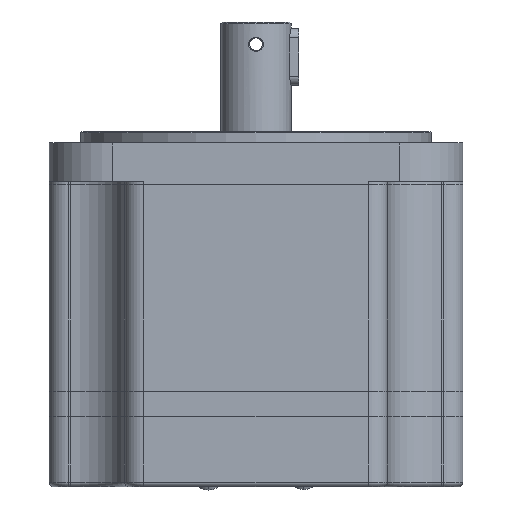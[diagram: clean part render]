
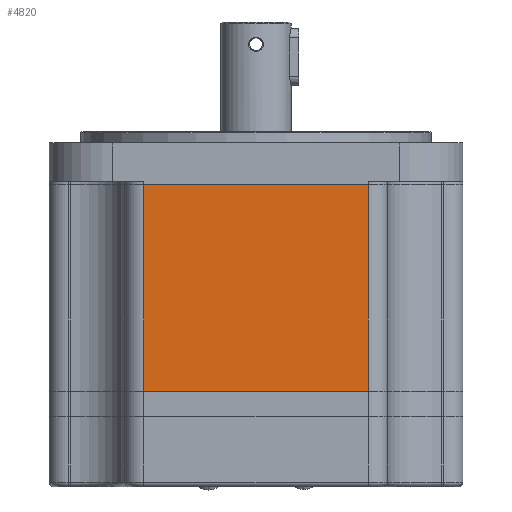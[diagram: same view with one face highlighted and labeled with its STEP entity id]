
A CAD part, front view. The second image highlights one B-rep face of the part: STEP entity #4820.
In plain terms, the highlighted planar face has unit normal (0, -1, 0).
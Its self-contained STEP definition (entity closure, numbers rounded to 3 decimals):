
#1232 = FACE_OUTER_BOUND ( 'NONE', #19355, .T. ) ;
#4618 = CARTESIAN_POINT ( 'NONE',  ( -35.25, -65., -15.5 ) ) ;
#4820 = ADVANCED_FACE ( 'NONE', ( #1232 ), #38967, .T. ) ;
#5257 = LINE ( 'NONE', #6243, #12408 ) ;
#6243 = CARTESIAN_POINT ( 'NONE',  ( -35.25, -65., 50.5 ) ) ;
#7930 = CARTESIAN_POINT ( 'NONE',  ( -35.25, -65., 49.5 ) ) ;
#9669 = CARTESIAN_POINT ( 'NONE',  ( 35.25, -65., 49.5 ) ) ;
#10243 = ORIENTED_EDGE ( 'NONE', *, *, #23904, .T. ) ;
#10709 = ORIENTED_EDGE ( 'NONE', *, *, #13286, .F. ) ;
#11819 = EDGE_CURVE ( 'NONE', #32236, #39357, #19653, .T. ) ;
#12408 = VECTOR ( 'NONE', #24605, 1000. ) ;
#13286 = EDGE_CURVE ( 'NONE', #32790, #39357, #20436, .T. ) ;
#17708 = CARTESIAN_POINT ( 'NONE',  ( -35.25, -65., 50.5 ) ) ;
#17852 = CARTESIAN_POINT ( 'NONE',  ( -35.25, -65., -15.5 ) ) ;
#18630 = VECTOR ( 'NONE', #26303, 1000. ) ;
#18782 = ORIENTED_EDGE ( 'NONE', *, *, #11819, .T. ) ;
#19355 = EDGE_LOOP ( 'NONE', ( #26205, #18782, #10709, #10243 ) ) ;
#19653 = LINE ( 'NONE', #17852, #35005 ) ;
#20436 = LINE ( 'NONE', #31703, #35757 ) ;
#20779 = DIRECTION ( 'NONE',  ( 0., 0., -1. ) ) ;
#23904 = EDGE_CURVE ( 'NONE', #32790, #25651, #34935, .T. ) ;
#24605 = DIRECTION ( 'NONE',  ( 0., 0., -1. ) ) ;
#25651 = VERTEX_POINT ( 'NONE', #34852 ) ;
#26205 = ORIENTED_EDGE ( 'NONE', *, *, #38714, .T. ) ;
#26303 = DIRECTION ( 'NONE',  ( -1., 0., 0. ) ) ;
#27107 = DIRECTION ( 'NONE',  ( 1., 0., 0. ) ) ;
#28156 = CARTESIAN_POINT ( 'NONE',  ( 35.25, -65., -15.5 ) ) ;
#31703 = CARTESIAN_POINT ( 'NONE',  ( 35.25, -65., 50.5 ) ) ;
#32236 = VERTEX_POINT ( 'NONE', #4618 ) ;
#32790 = VERTEX_POINT ( 'NONE', #9669 ) ;
#34781 = DIRECTION ( 'NONE',  ( 0., 0., -1. ) ) ;
#34852 = CARTESIAN_POINT ( 'NONE',  ( -35.25, -65., 49.5 ) ) ;
#34935 = LINE ( 'NONE', #7930, #18630 ) ;
#35005 = VECTOR ( 'NONE', #27107, 1000. ) ;
#35757 = VECTOR ( 'NONE', #34781, 1000. ) ;
#38443 = AXIS2_PLACEMENT_3D ( 'NONE', #17708, #39095, #20779 ) ;
#38714 = EDGE_CURVE ( 'NONE', #25651, #32236, #5257, .T. ) ;
#38967 = PLANE ( 'NONE',  #38443 ) ;
#39095 = DIRECTION ( 'NONE',  ( 0., -1., 0. ) ) ;
#39357 = VERTEX_POINT ( 'NONE', #28156 ) ;
